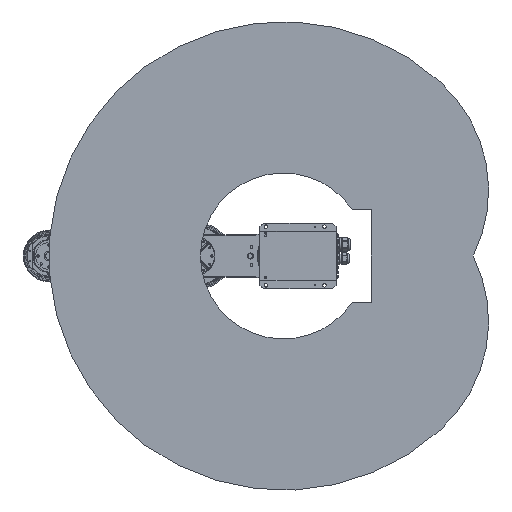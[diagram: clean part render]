
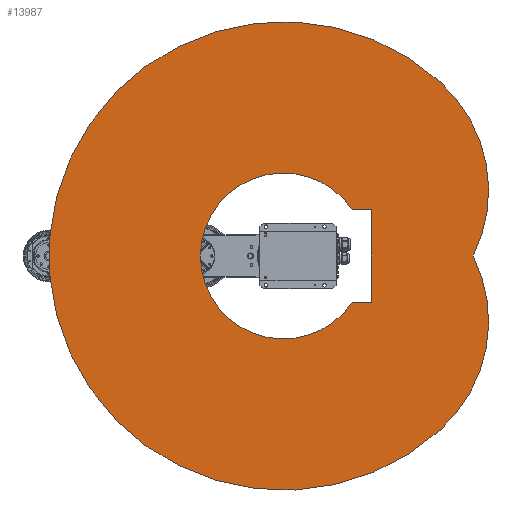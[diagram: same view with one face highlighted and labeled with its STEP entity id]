
A CAD part, front view. The second image highlights one B-rep face of the part: STEP entity #13987.
In plain terms, the highlighted planar face has unit normal (0, -1, 0).
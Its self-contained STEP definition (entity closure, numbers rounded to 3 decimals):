
#691 = CARTESIAN_POINT ( 'NONE',  ( 150.554, 0., -167.208 ) ) ;
#2301 = CARTESIAN_POINT ( 'NONE',  ( 225., 0., -119. ) ) ;
#3110 = VERTEX_POINT ( 'NONE', #3695 ) ;
#3466 = PLANE ( 'NONE',  #60968 ) ;
#3695 = CARTESIAN_POINT ( 'NONE',  ( 486.213, 0., 0. ) ) ;
#4345 = AXIS2_PLACEMENT_3D ( 'NONE', #41288, #36207, #26411 ) ;
#6764 = EDGE_LOOP ( 'NONE', ( #32716, #34292, #62438, #19472 ) ) ;
#8221 = ORIENTED_EDGE ( 'NONE', *, *, #18962, .F. ) ;
#9796 = CIRCLE ( 'NONE', #12012, 212.4 ) ;
#10125 = VERTEX_POINT ( 'NONE', #10418 ) ;
#10418 = CARTESIAN_POINT ( 'NONE',  ( 175.934, 0., -119. ) ) ;
#11170 = VERTEX_POINT ( 'NONE', #42730 ) ;
#12012 = AXIS2_PLACEMENT_3D ( 'NONE', #18303, #63611, #27790 ) ;
#13050 = CARTESIAN_POINT ( 'NONE',  ( 401.478, 0., 445.887 ) ) ;
#13987 = ADVANCED_FACE ( 'NONE', ( #65546, #49054 ), #3466, .F. ) ;
#14031 = VERTEX_POINT ( 'NONE', #40205 ) ;
#16591 = EDGE_CURVE ( 'NONE', #14031, #20519, #23702, .T. ) ;
#17193 = CARTESIAN_POINT ( 'NONE',  ( 225., 0., 119. ) ) ;
#17583 = DIRECTION ( 'NONE',  ( -1., 0., 0. ) ) ;
#18303 = CARTESIAN_POINT ( 'NONE',  ( 0., 0., 0. ) ) ;
#18962 = EDGE_CURVE ( 'NONE', #3110, #14031, #65195, .T. ) ;
#19472 = ORIENTED_EDGE ( 'NONE', *, *, #27002, .T. ) ;
#20519 = VERTEX_POINT ( 'NONE', #13050 ) ;
#23352 = DIRECTION ( 'NONE',  ( 0., 0., 1. ) ) ;
#23666 = DIRECTION ( 'NONE',  ( 0., 0., 1. ) ) ;
#23702 = CIRCLE ( 'NONE', #4345, 600. ) ;
#23990 = DIRECTION ( 'NONE',  ( 0., 1., 0. ) ) ;
#26411 = DIRECTION ( 'NONE',  ( 0., 0., 1. ) ) ;
#27002 = EDGE_CURVE ( 'NONE', #11170, #62118, #56283, .T. ) ;
#27790 = DIRECTION ( 'NONE',  ( 0., 0., 1. ) ) ;
#28478 = LINE ( 'NONE', #53866, #65476 ) ;
#29286 = VECTOR ( 'NONE', #17583, 1000. ) ;
#30798 = AXIS2_PLACEMENT_3D ( 'NONE', #39529, #55382, #23666 ) ;
#32716 = ORIENTED_EDGE ( 'NONE', *, *, #34551, .T. ) ;
#34292 = ORIENTED_EDGE ( 'NONE', *, *, #66173, .T. ) ;
#34551 = EDGE_CURVE ( 'NONE', #62118, #61267, #28478, .T. ) ;
#35354 = CARTESIAN_POINT ( 'NONE',  ( 0., 0., 119. ) ) ;
#35787 = VECTOR ( 'NONE', #50912, 1000. ) ;
#36207 = DIRECTION ( 'NONE',  ( 0., 1., 0. ) ) ;
#36971 = EDGE_LOOP ( 'NONE', ( #46343, #64290, #8221 ) ) ;
#37865 = LINE ( 'NONE', #44253, #29286 ) ;
#39529 = CARTESIAN_POINT ( 'NONE',  ( 150.554, 0., 167.208 ) ) ;
#40205 = CARTESIAN_POINT ( 'NONE',  ( 401.478, 0., -445.887 ) ) ;
#41288 = CARTESIAN_POINT ( 'NONE',  ( 0., 0., 0. ) ) ;
#42730 = CARTESIAN_POINT ( 'NONE',  ( 175.934, 0., 119. ) ) ;
#44253 = CARTESIAN_POINT ( 'NONE',  ( -24.665, 0., -119. ) ) ;
#46343 = ORIENTED_EDGE ( 'NONE', *, *, #55678, .F. ) ;
#46578 = DIRECTION ( 'NONE',  ( 0., 1., 0. ) ) ;
#49054 = FACE_BOUND ( 'NONE', #6764, .T. ) ;
#50912 = DIRECTION ( 'NONE',  ( 1., 0., 0. ) ) ;
#53866 = CARTESIAN_POINT ( 'NONE',  ( 225., 0., -119. ) ) ;
#55382 = DIRECTION ( 'NONE',  ( 0., 1., 0. ) ) ;
#55678 = EDGE_CURVE ( 'NONE', #20519, #3110, #59927, .T. ) ;
#56283 = LINE ( 'NONE', #35354, #35787 ) ;
#57681 = DIRECTION ( 'NONE',  ( 0., 0., 1. ) ) ;
#58245 = DIRECTION ( 'NONE',  ( 0., 0., -1. ) ) ;
#58751 = AXIS2_PLACEMENT_3D ( 'NONE', #691, #46578, #57681 ) ;
#59927 = CIRCLE ( 'NONE', #30798, 375. ) ;
#60465 = CARTESIAN_POINT ( 'NONE',  ( 0., 0., 0. ) ) ;
#60968 = AXIS2_PLACEMENT_3D ( 'NONE', #60465, #23990, #23352 ) ;
#61267 = VERTEX_POINT ( 'NONE', #2301 ) ;
#62118 = VERTEX_POINT ( 'NONE', #17193 ) ;
#62438 = ORIENTED_EDGE ( 'NONE', *, *, #64884, .T. ) ;
#63611 = DIRECTION ( 'NONE',  ( 0., 1., 0. ) ) ;
#64290 = ORIENTED_EDGE ( 'NONE', *, *, #16591, .F. ) ;
#64884 = EDGE_CURVE ( 'NONE', #10125, #11170, #9796, .T. ) ;
#65195 = CIRCLE ( 'NONE', #58751, 375. ) ;
#65476 = VECTOR ( 'NONE', #58245, 1000. ) ;
#65546 = FACE_OUTER_BOUND ( 'NONE', #36971, .T. ) ;
#66173 = EDGE_CURVE ( 'NONE', #61267, #10125, #37865, .T. ) ;
